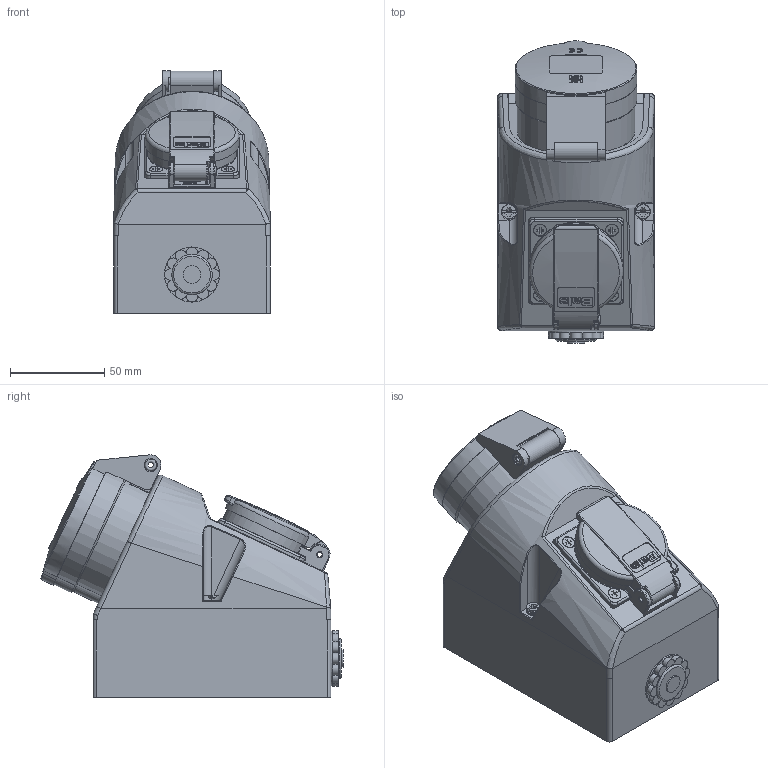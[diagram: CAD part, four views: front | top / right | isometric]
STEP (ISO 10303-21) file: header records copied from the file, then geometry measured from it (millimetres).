
FILE_DESCRIPTION(/* description */ (''),/* implementation_level */ '2;1');
FILE_NAME(/* name */ '1010-QC.stp',/* time_stamp */ '2023-09-08T11:45:04+02:00',/* author */ ('massmann'),/* organization */ (''),/* preprocessor_version */ 'ST-DEVELOPER v17',/* originating_system */ 'Autodesk Inventor 2018',/* authorisation */ '');
FILE_SCHEMA (('AUTOMOTIVE_DESIGN { 1 0 10303 214 3 1 1 }'));
Products named in the file (1): 1010-QC
Bounding box: 83 x 160.12 x 128.5 mm (x, y, z)
Volume: 970599.8 mm3; surface area: 89864.7 mm2
Topology: 1 solids, 9 shells, 1665 faces, 4357 edges, 2855 vertices
Faces by surface type: plane 839, bspline 494, cylinder 243, torus 40, cone 29, sphere 20
Full cylindrical faces by diameter (mm): 0.8 x2, 2.6 x1, 3 x2, 3.2 x2, 3.25 x1, 4 x1, 4.3 x3, 5 x2, 5.5 x6, 6 x2, 6.7 x4, 7 x2, 9.5 x1, 11 x4, 21.4 x1, 25 x2, 29.2 x1
Entity records: 69782 total; most frequent: CARTESIAN_POINT 30348, ORIENTED_EDGE 8680, DIRECTION 6202, EDGE_CURVE 4340, VERTEX_POINT 2855, LINE 2242, VECTOR 2242, AXIS2_PLACEMENT_3D 1980
